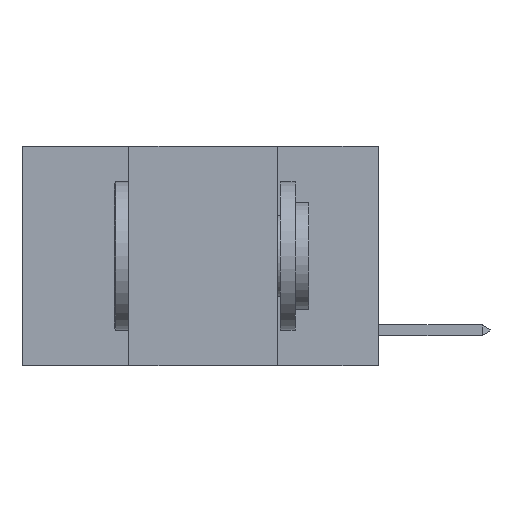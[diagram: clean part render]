
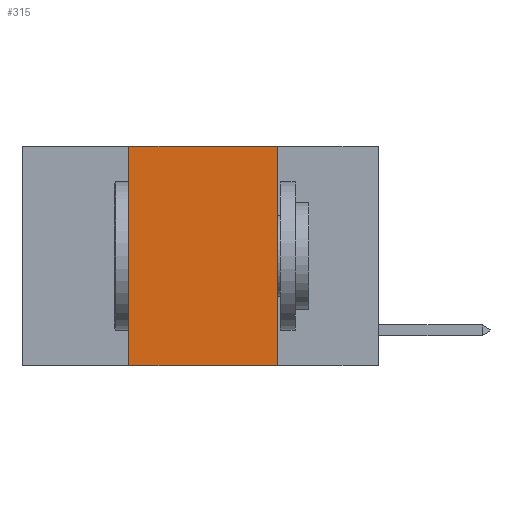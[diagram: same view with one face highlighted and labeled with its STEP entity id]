
A CAD part, left-side view. The second image highlights one B-rep face of the part: STEP entity #315.
In plain terms, the highlighted planar face has unit normal (-1, 0, 0).
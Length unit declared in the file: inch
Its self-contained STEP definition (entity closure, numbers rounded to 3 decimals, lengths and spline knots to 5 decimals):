
#287 = DIRECTION ( 'NONE',  ( 1., 0., 0. ) ) ;
#315 = ADVANCED_FACE ( 'NONE', ( #8299 ), #1219, .F. ) ;
#565 = ORIENTED_EDGE ( 'NONE', *, *, #3508, .F. ) ;
#905 = VECTOR ( 'NONE', #5918, 39.37008 ) ;
#917 = ORIENTED_EDGE ( 'NONE', *, *, #8393, .F. ) ;
#1219 = PLANE ( 'NONE',  #8079 ) ;
#1996 = VERTEX_POINT ( 'NONE', #14468 ) ;
#2826 = EDGE_CURVE ( 'NONE', #15256, #1996, #3298, .T. ) ;
#3092 = VECTOR ( 'NONE', #15071, 39.37008 ) ;
#3298 = LINE ( 'NONE', #8306, #9220 ) ;
#3508 = EDGE_CURVE ( 'NONE', #1996, #12680, #7105, .T. ) ;
#4655 = EDGE_LOOP ( 'NONE', ( #917, #565, #14855, #5533 ) ) ;
#5054 = CARTESIAN_POINT ( 'NONE',  ( 0., 0.17, 0. ) ) ;
#5533 = ORIENTED_EDGE ( 'NONE', *, *, #9837, .T. ) ;
#5916 = CARTESIAN_POINT ( 'NONE',  ( 0., 0.6, 0. ) ) ;
#5918 = DIRECTION ( 'NONE',  ( 0., 0., -1. ) ) ;
#5998 = LINE ( 'NONE', #10703, #14489 ) ;
#7105 = LINE ( 'NONE', #11833, #3092 ) ;
#7218 = DIRECTION ( 'NONE',  ( 0., -1., 0. ) ) ;
#8074 = LINE ( 'NONE', #12952, #905 ) ;
#8079 = AXIS2_PLACEMENT_3D ( 'NONE', #5916, #287, #11943 ) ;
#8299 = FACE_OUTER_BOUND ( 'NONE', #4655, .T. ) ;
#8306 = CARTESIAN_POINT ( 'NONE',  ( 0., 0.42, 0. ) ) ;
#8393 = EDGE_CURVE ( 'NONE', #12680, #10132, #8074, .T. ) ;
#9220 = VECTOR ( 'NONE', #12726, 39.37008 ) ;
#9837 = EDGE_CURVE ( 'NONE', #15256, #10132, #5998, .T. ) ;
#10132 = VERTEX_POINT ( 'NONE', #11699 ) ;
#10703 = CARTESIAN_POINT ( 'NONE',  ( 0., 0.6, -0.37 ) ) ;
#11699 = CARTESIAN_POINT ( 'NONE',  ( 0., 0.17, -0.37 ) ) ;
#11833 = CARTESIAN_POINT ( 'NONE',  ( 0., 0.6, 0. ) ) ;
#11943 = DIRECTION ( 'NONE',  ( 0., 0., -1. ) ) ;
#12680 = VERTEX_POINT ( 'NONE', #5054 ) ;
#12726 = DIRECTION ( 'NONE',  ( 0., 0., 1. ) ) ;
#12952 = CARTESIAN_POINT ( 'NONE',  ( 0., 0.17, 0. ) ) ;
#14420 = CARTESIAN_POINT ( 'NONE',  ( 0., 0.42, -0.37 ) ) ;
#14468 = CARTESIAN_POINT ( 'NONE',  ( 0., 0.42, 0. ) ) ;
#14489 = VECTOR ( 'NONE', #7218, 39.37008 ) ;
#14855 = ORIENTED_EDGE ( 'NONE', *, *, #2826, .F. ) ;
#15071 = DIRECTION ( 'NONE',  ( 0., -1., 0. ) ) ;
#15256 = VERTEX_POINT ( 'NONE', #14420 ) ;
